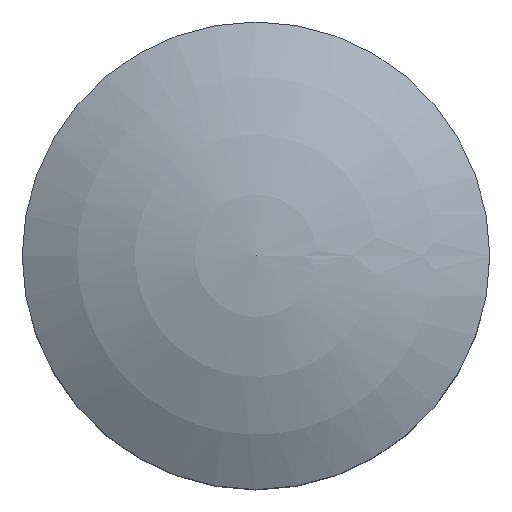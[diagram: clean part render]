
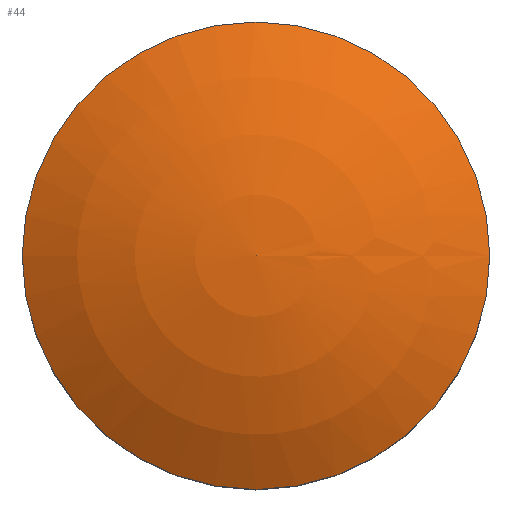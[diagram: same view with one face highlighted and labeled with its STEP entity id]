
A CAD part, top view. The second image highlights one B-rep face of the part: STEP entity #44.
In plain terms, the highlighted spherical face has radius 25 mm.
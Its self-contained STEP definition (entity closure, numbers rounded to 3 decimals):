
#44 = ADVANCED_FACE( '', ( #97 ), #98, .T. );
#97 = FACE_OUTER_BOUND( '', #166, .T. );
#98 = SPHERICAL_SURFACE( '', #167, 25. );
#166 = EDGE_LOOP( '', ( #233 ) );
#167 = AXIS2_PLACEMENT_3D( '', #234, #235, #236 );
#233 = ORIENTED_EDGE( '', *, *, #321, .T. );
#234 = CARTESIAN_POINT( '', ( 0., 0., -8. ) );
#235 = DIRECTION( '', ( 0., 0., 1. ) );
#236 = DIRECTION( '', ( 1., 0., 0. ) );
#321 = EDGE_CURVE( '', #356, #356, #357, .T. );
#356 = VERTEX_POINT( '', #402 );
#357 = CIRCLE( '', #403, 12.5 );
#402 = CARTESIAN_POINT( '', ( 12.5, 0., 13.651 ) );
#403 = AXIS2_PLACEMENT_3D( '', #449, #450, #451 );
#449 = CARTESIAN_POINT( '', ( 0., 0., 13.651 ) );
#450 = DIRECTION( '', ( 0., 0., 1. ) );
#451 = DIRECTION( '', ( 1., 0., 0. ) );
